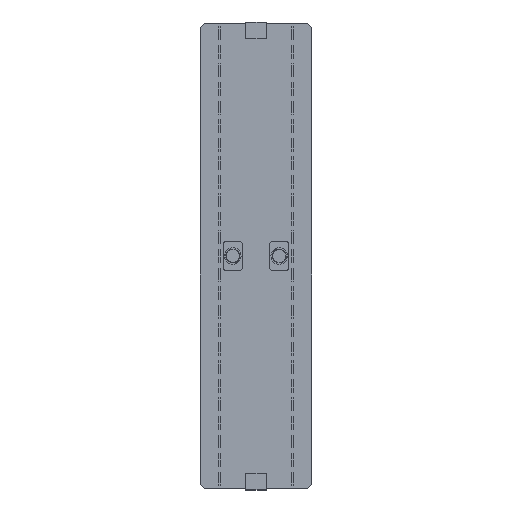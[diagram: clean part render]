
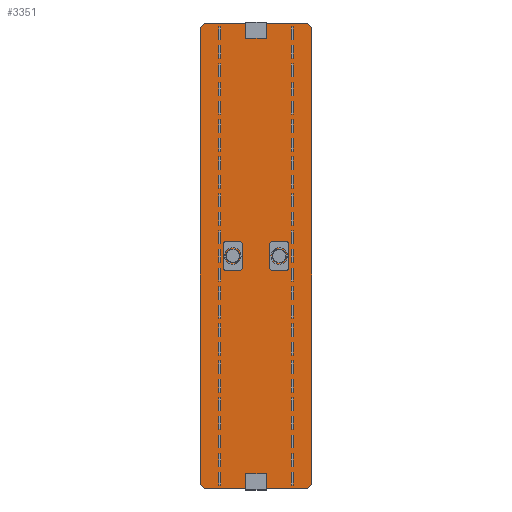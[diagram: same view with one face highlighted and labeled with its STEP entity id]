
A CAD part, top view. The second image highlights one B-rep face of the part: STEP entity #3351.
In plain terms, the highlighted planar face has unit normal (0, 0, 1).
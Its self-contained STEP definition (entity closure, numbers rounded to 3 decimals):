
#261=FACE_OUTER_BOUND('',#419,.T.);
#419=EDGE_LOOP('',(#2831,#2832,#2833,#2834,#2835,#2836,#2837,#2838));
#725=LINE('',#5246,#1221);
#728=LINE('',#5253,#1224);
#733=LINE('',#5264,#1229);
#736=LINE('',#5271,#1232);
#740=LINE('',#5277,#1236);
#742=LINE('',#5280,#1238);
#744=LINE('',#5283,#1240);
#746=LINE('',#5286,#1242);
#1221=VECTOR('',#4250,1.);
#1224=VECTOR('',#4255,1.);
#1229=VECTOR('',#4262,1.);
#1232=VECTOR('',#4267,1.);
#1236=VECTOR('',#4273,10.);
#1238=VECTOR('',#4277,10.);
#1240=VECTOR('',#4281,10.);
#1242=VECTOR('',#4285,10.);
#1721=VERTEX_POINT('',#5243);
#1722=VERTEX_POINT('',#5245);
#1724=VERTEX_POINT('',#5250);
#1725=VERTEX_POINT('',#5252);
#1729=VERTEX_POINT('',#5261);
#1730=VERTEX_POINT('',#5263);
#1732=VERTEX_POINT('',#5268);
#1733=VERTEX_POINT('',#5270);
#2221=EDGE_CURVE('',#1722,#1721,#725,.F.);
#2224=EDGE_CURVE('',#1725,#1724,#728,.T.);
#2229=EDGE_CURVE('',#1730,#1729,#733,.F.);
#2232=EDGE_CURVE('',#1733,#1732,#736,.T.);
#2236=EDGE_CURVE('',#1721,#1725,#740,.T.);
#2238=EDGE_CURVE('',#1722,#1729,#742,.T.);
#2240=EDGE_CURVE('',#1724,#1733,#744,.T.);
#2242=EDGE_CURVE('',#1730,#1732,#746,.T.);
#2831=ORIENTED_EDGE('',*,*,#2224,.T.);
#2832=ORIENTED_EDGE('',*,*,#2240,.T.);
#2833=ORIENTED_EDGE('',*,*,#2232,.T.);
#2834=ORIENTED_EDGE('',*,*,#2242,.F.);
#2835=ORIENTED_EDGE('',*,*,#2229,.T.);
#2836=ORIENTED_EDGE('',*,*,#2238,.F.);
#2837=ORIENTED_EDGE('',*,*,#2221,.T.);
#2838=ORIENTED_EDGE('',*,*,#2236,.T.);
#3195=PLANE('',#3732);
#3351=ADVANCED_FACE('',(#261),#3195,.T.);
#3732=AXIS2_PLACEMENT_3D('',#5287,#4286,#4287);
#4250=DIRECTION('',(0.,1.,0.));
#4255=DIRECTION('',(1.,0.,0.));
#4262=DIRECTION('',(1.,0.,0.));
#4267=DIRECTION('',(0.,1.,0.));
#4273=DIRECTION('',(0.707,-0.707,0.));
#4277=DIRECTION('',(0.707,0.707,0.));
#4281=DIRECTION('',(0.707,0.707,0.));
#4285=DIRECTION('',(0.707,-0.707,0.));
#4286=DIRECTION('center_axis',(0.,0.,1.));
#4287=DIRECTION('ref_axis',(1.,0.,0.));
#5243=CARTESIAN_POINT('',(3.94,9.357,0.8));
#5245=CARTESIAN_POINT('',(3.94,501.357,0.8));
#5246=CARTESIAN_POINT('',(3.94,255.357,0.8));
#5250=CARTESIAN_POINT('',(118.94,4.357,0.8));
#5252=CARTESIAN_POINT('',(8.94,4.357,0.8));
#5253=CARTESIAN_POINT('',(63.94,4.357,0.8));
#5261=CARTESIAN_POINT('',(8.94,506.357,0.8));
#5263=CARTESIAN_POINT('',(118.94,506.357,0.8));
#5264=CARTESIAN_POINT('',(63.94,506.357,0.8));
#5268=CARTESIAN_POINT('',(123.94,501.357,0.8));
#5270=CARTESIAN_POINT('',(123.94,9.357,0.8));
#5271=CARTESIAN_POINT('',(123.94,255.357,0.8));
#5277=CARTESIAN_POINT('',(3.94,9.357,0.8));
#5280=CARTESIAN_POINT('',(3.94,501.357,0.8));
#5283=CARTESIAN_POINT('',(118.94,4.357,0.8));
#5286=CARTESIAN_POINT('',(118.94,506.357,0.8));
#5287=CARTESIAN_POINT('Origin',(63.94,255.357,0.8));
